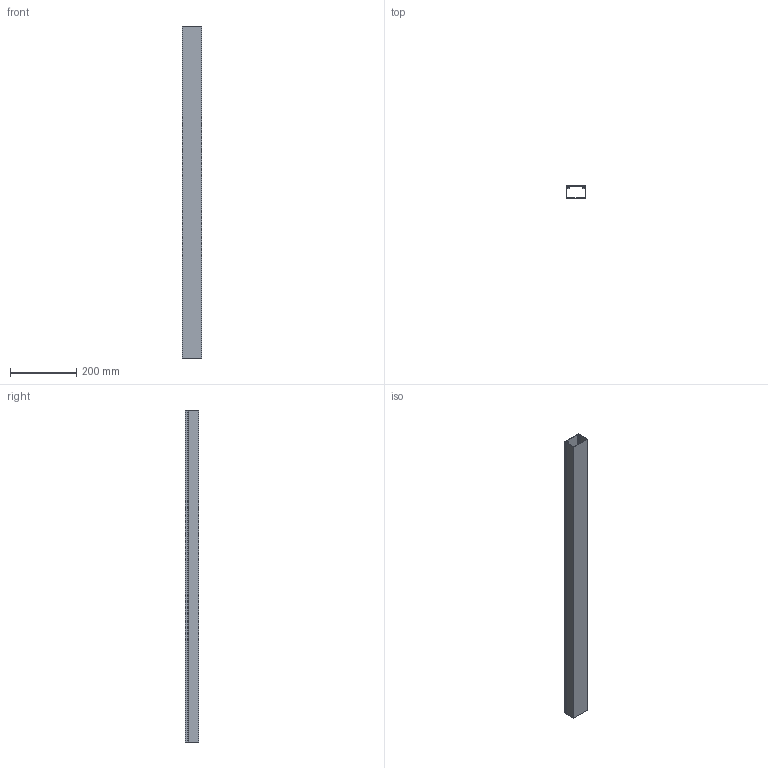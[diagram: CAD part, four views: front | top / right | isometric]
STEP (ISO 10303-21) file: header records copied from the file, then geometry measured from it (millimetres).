
FILE_DESCRIPTION (( 'STEP AP214' ), '1' );
FILE_NAME ('6025638.STEP', '2025-01-06T09:51:48', ( '' ), ( '' ), 'SwSTEP 2.0', 'SolidWorks 2024', '' );
FILE_SCHEMA (( 'AUTOMOTIVE_DESIGN' ));
Length unit declared in the file: millimetre
Products named in the file (3): 6025638; WDK 01.002-021; WDK 01.003-011
Assembly tree (2 placements, depth 2):
  6025638
    WDK 01.002-021
    WDK 01.003-011
Bounding box: 60 x 40 x 1000 mm (x, y, z)
Volume: 349574.5 mm3; surface area: 473158.7 mm2
Topology: 2 solids, 2 shells, 62 faces, 174 edges, 116 vertices
Faces by surface type: plane 46, cylinder 16
Entity records: 2078 total; most frequent: CARTESIAN_POINT 357, ORIENTED_EDGE 348, DIRECTION 340, EDGE_CURVE 174, VECTOR 142, LINE 142, VERTEX_POINT 116, AXIS2_PLACEMENT_3D 99
